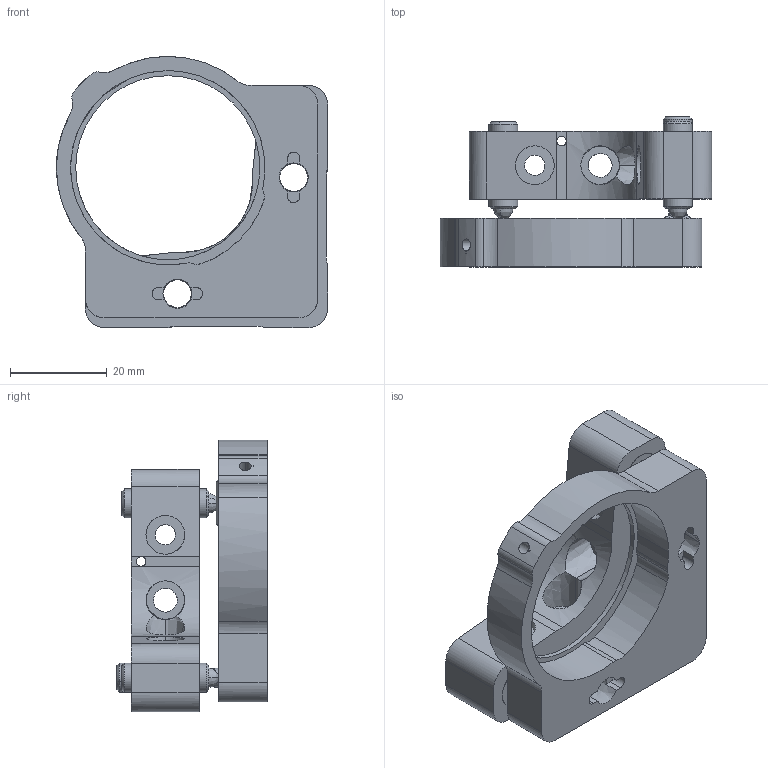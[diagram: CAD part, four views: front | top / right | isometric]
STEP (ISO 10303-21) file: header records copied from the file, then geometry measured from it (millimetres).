
FILE_DESCRIPTION(/* description */ (''),/* implementation_level */ '2;1');
FILE_NAME(/* name */ 'MMM3-А40-k',/* time_stamp */ '2024-08-08T12:18:33+03:00',/* author */ (''),/* organization */ (''),/* preprocessor_version */ 'ST-DEVELOPER v15',/* originating_system */ '',/* authorisation */ '');
FILE_SCHEMA (('AUTOMOTIVE_DESIGN'));
Length unit declared in the file: millimetre
Products named in the file (1): Document
Bounding box: 56 x 31 x 56 mm (x, y, z)
Volume: 28366.9 mm3; surface area: 17501 mm2
Topology: 11 solids, 11 shells, 293 faces, 784 edges, 509 vertices
Faces by surface type: bspline 181, plane 112
Entity records: 11140 total; most frequent: CARTESIAN_POINT 6749, ORIENTED_EDGE 1532, EDGE_CURVE 766, VERTEX_POINT 509, EDGE_LOOP 347, ADVANCED_FACE 293, FACE_OUTER_BOUND 293, B_SPLINE_CURVE_WITH_KNOTS 206
